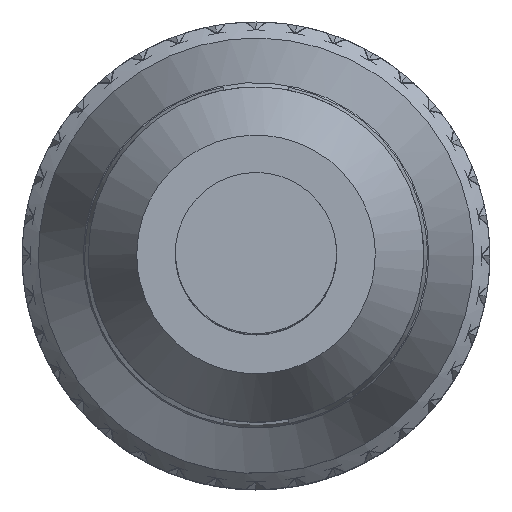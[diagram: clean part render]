
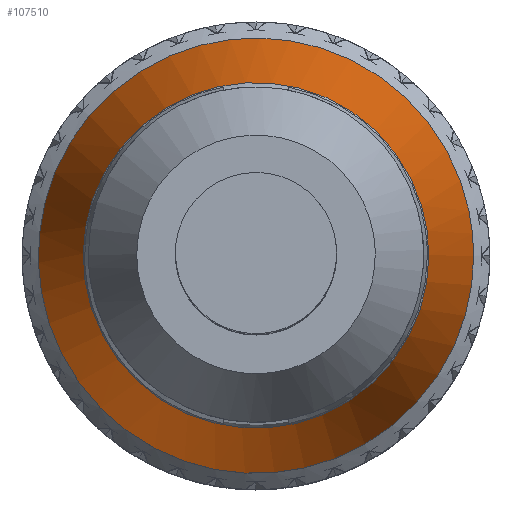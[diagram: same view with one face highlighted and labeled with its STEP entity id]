
A CAD part, top view. The second image highlights one B-rep face of the part: STEP entity #107510.
In plain terms, the highlighted free-form (B-spline) face has degree [1, 2] with [2, 9] control points.
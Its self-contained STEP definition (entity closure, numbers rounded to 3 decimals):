
#105453=CARTESIAN_POINT('',(6.75,0.,10.));
#105454=VERTEX_POINT('',#105453);
#105460=CARTESIAN_POINT('',(6.75,0.,10.));
#105461=CARTESIAN_POINT('',(6.75,-6.75,10.));
#105462=CARTESIAN_POINT('',(0.,-6.75,10.));
#105463=CARTESIAN_POINT('',(-6.75,-6.75,10.));
#105464=CARTESIAN_POINT('',(-6.75,0.,10.));
#105465=CARTESIAN_POINT('',(-6.75,6.75,10.));
#105466=CARTESIAN_POINT('',(0.,6.75,10.));
#105467=CARTESIAN_POINT('',(6.75,6.75,10.));
#105468=CARTESIAN_POINT('',(6.75,0.,10.));
#105469=(BOUNDED_CURVE()B_SPLINE_CURVE(2,(#105460,#105461,#105462,#105463,#105464,#105465,#105466,#105467,#105468),.CIRCULAR_ARC.,.T.,.U.)B_SPLINE_CURVE_WITH_KNOTS((3,2,2,2,3),(0.,0.25,0.5,0.75,1.),.UNSPECIFIED.)CURVE()GEOMETRIC_REPRESENTATION_ITEM()RATIONAL_B_SPLINE_CURVE((1.,0.707,1.,0.707,1.,0.707,1.,0.707,1.))REPRESENTATION_ITEM(''));
#105470=EDGE_CURVE('',#105454,#105454,#105469,.T.);
#107468=CARTESIAN_POINT('',(5.3,0.,15.5));
#107469=CARTESIAN_POINT('',(5.3,5.3,15.5));
#107470=CARTESIAN_POINT('',(0.,5.3,15.5));
#107471=CARTESIAN_POINT('',(-5.3,5.3,15.5));
#107472=CARTESIAN_POINT('',(-5.3,0.,15.5));
#107473=CARTESIAN_POINT('',(-5.3,-5.3,15.5));
#107474=CARTESIAN_POINT('',(0.,-5.3,15.5));
#107475=CARTESIAN_POINT('',(5.3,-5.3,15.5));
#107476=CARTESIAN_POINT('',(5.3,0.,15.5));
#107477=CARTESIAN_POINT('',(6.75,0.,10.));
#107478=CARTESIAN_POINT('',(6.75,6.75,10.));
#107479=CARTESIAN_POINT('',(0.,6.75,10.));
#107480=CARTESIAN_POINT('',(-6.75,6.75,10.));
#107481=CARTESIAN_POINT('',(-6.75,0.,10.));
#107482=CARTESIAN_POINT('',(-6.75,-6.75,10.));
#107483=CARTESIAN_POINT('',(0.,-6.75,10.));
#107484=CARTESIAN_POINT('',(6.75,-6.75,10.));
#107485=CARTESIAN_POINT('',(6.75,0.,10.));
#107486=(BOUNDED_SURFACE()B_SPLINE_SURFACE(1,2,((#107468,#107469,#107470,#107471,#107472,#107473,#107474,#107475,#107476),(#107477,#107478,#107479,#107480,#107481,#107482,#107483,#107484,#107485)),.GENERALISED_CONE.,.F.,.T.,.U.)B_SPLINE_SURFACE_WITH_KNOTS((2,2),(3,2,2,2,3),(0.,1.),(0.,0.25,0.5,0.75,1.),.UNSPECIFIED.)GEOMETRIC_REPRESENTATION_ITEM()RATIONAL_B_SPLINE_SURFACE(((1.,0.707,1.,0.707,1.,0.707,1.,0.707,1.),(1.,0.707,1.,0.707,1.,0.707,1.,0.707,1.)))REPRESENTATION_ITEM('')SURFACE());
#107487=CARTESIAN_POINT('',(5.359,0.,15.276));
#107488=VERTEX_POINT('',#107487);
#107489=CARTESIAN_POINT('',(6.75,0.,10.));
#107490=CARTESIAN_POINT('',(5.359,0.,15.276));
#107491=B_SPLINE_CURVE_WITH_KNOTS('',1,(#107489,#107490),.POLYLINE_FORM.,.F.,.U.,(2,2),(0.041,1.),.UNSPECIFIED.);
#107492=EDGE_CURVE('',#105454,#107488,#107491,.T.);
#107493=ORIENTED_EDGE('',*,*,#107492,.T.);
#107494=CARTESIAN_POINT('',(5.359,0.,15.276));
#107495=CARTESIAN_POINT('',(5.359,-5.359,15.276));
#107496=CARTESIAN_POINT('',(0.,-5.359,15.276));
#107497=CARTESIAN_POINT('',(-5.359,-5.359,15.276));
#107498=CARTESIAN_POINT('',(-5.359,0.,15.276));
#107499=CARTESIAN_POINT('',(-5.359,5.359,15.276));
#107500=CARTESIAN_POINT('',(0.,5.359,15.276));
#107501=CARTESIAN_POINT('',(5.359,5.359,15.276));
#107502=CARTESIAN_POINT('',(5.359,0.,15.276));
#107503=(BOUNDED_CURVE()B_SPLINE_CURVE(2,(#107494,#107495,#107496,#107497,#107498,#107499,#107500,#107501,#107502),.CIRCULAR_ARC.,.T.,.U.)B_SPLINE_CURVE_WITH_KNOTS((3,2,2,2,3),(0.,0.25,0.5,0.75,1.),.UNSPECIFIED.)CURVE()GEOMETRIC_REPRESENTATION_ITEM()RATIONAL_B_SPLINE_CURVE((1.,0.707,1.,0.707,1.,0.707,1.,0.707,1.))REPRESENTATION_ITEM(''));
#107504=EDGE_CURVE('',#107488,#107488,#107503,.T.);
#107505=ORIENTED_EDGE('',*,*,#107504,.T.);
#107506=ORIENTED_EDGE('',*,*,#107492,.F.);
#107507=ORIENTED_EDGE('',*,*,#105470,.F.);
#107508=EDGE_LOOP('',(#107493,#107505,#107506,#107507));
#107509=FACE_OUTER_BOUND('',#107508,.T.);
#107510=ADVANCED_FACE('',(#107509),#107486,.T.);
